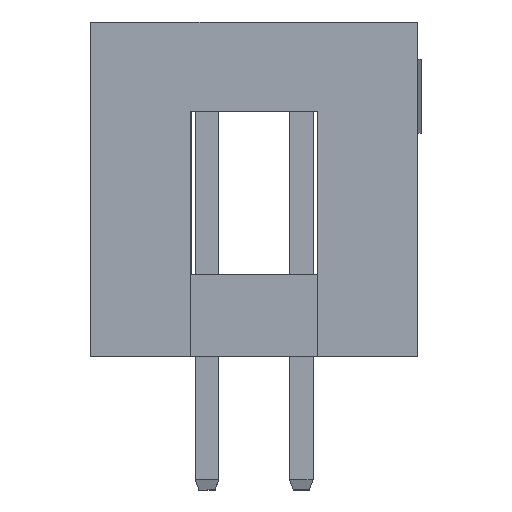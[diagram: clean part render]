
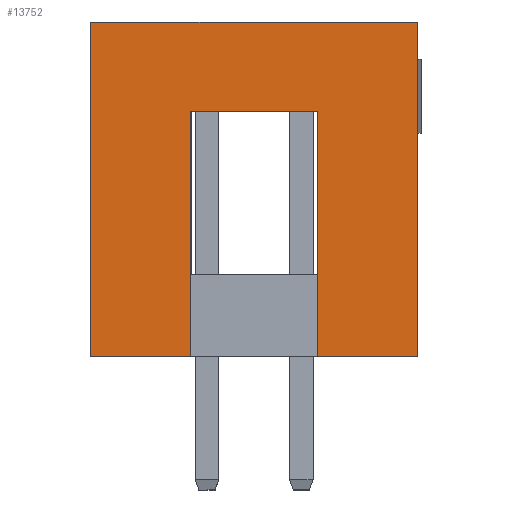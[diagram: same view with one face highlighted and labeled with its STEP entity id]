
A CAD part, left-side view. The second image highlights one B-rep face of the part: STEP entity #13752.
In plain terms, the highlighted planar face has unit normal (-1, 0, 0).
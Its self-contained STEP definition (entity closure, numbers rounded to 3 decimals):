
#669 = LINE ( 'NONE', #11687, #18687 ) ;
#676 = VECTOR ( 'NONE', #20062, 1000. ) ;
#914 = CARTESIAN_POINT ( 'NONE',  ( -5.17, -0.43, 0. ) ) ;
#964 = CARTESIAN_POINT ( 'NONE',  ( -5.17, 2.97, 0. ) ) ;
#1972 = CARTESIAN_POINT ( 'NONE',  ( -5.17, -3.13, 9. ) ) ;
#2007 = VECTOR ( 'NONE', #12613, 1000. ) ;
#2203 = DIRECTION ( 'NONE',  ( 0., -1., 0. ) ) ;
#2453 = CARTESIAN_POINT ( 'NONE',  ( -5.17, 5.67, 0. ) ) ;
#3304 = CARTESIAN_POINT ( 'NONE',  ( -5.17, 2.97, 0. ) ) ;
#3550 = EDGE_CURVE ( 'NONE', #6418, #15317, #17498, .T. ) ;
#3905 = CARTESIAN_POINT ( 'NONE',  ( -5.17, 5.67, 9. ) ) ;
#4507 = EDGE_CURVE ( 'NONE', #15604, #13948, #13657, .T. ) ;
#4884 = VECTOR ( 'NONE', #6369, 1000. ) ;
#5091 = VECTOR ( 'NONE', #12081, 1000. ) ;
#5167 = VECTOR ( 'NONE', #17446, 1000. ) ;
#6026 = ORIENTED_EDGE ( 'NONE', *, *, #4507, .T. ) ;
#6369 = DIRECTION ( 'NONE',  ( 0., 0., 1. ) ) ;
#6418 = VERTEX_POINT ( 'NONE', #15728 ) ;
#6751 = VECTOR ( 'NONE', #12929, 1000. ) ;
#7223 = VERTEX_POINT ( 'NONE', #14561 ) ;
#7704 = EDGE_CURVE ( 'NONE', #20309, #18597, #16763, .T. ) ;
#7772 = CARTESIAN_POINT ( 'NONE',  ( -5.17, -3.13, 0. ) ) ;
#8405 = ORIENTED_EDGE ( 'NONE', *, *, #15037, .T. ) ;
#9126 = DIRECTION ( 'NONE',  ( -1., 0., 0. ) ) ;
#9624 = EDGE_CURVE ( 'NONE', #17688, #6418, #19913, .T. ) ;
#11148 = CARTESIAN_POINT ( 'NONE',  ( -5.17, -0.43, 6.6 ) ) ;
#11152 = ORIENTED_EDGE ( 'NONE', *, *, #12617, .T. ) ;
#11687 = CARTESIAN_POINT ( 'NONE',  ( -5.17, 0., 9. ) ) ;
#12081 = DIRECTION ( 'NONE',  ( 0., 0., -1. ) ) ;
#12188 = LINE ( 'NONE', #14828, #15971 ) ;
#12340 = PLANE ( 'NONE',  #19184 ) ;
#12613 = DIRECTION ( 'NONE',  ( 0., -1., 0. ) ) ;
#12617 = EDGE_CURVE ( 'NONE', #7223, #18597, #12188, .T. ) ;
#12927 = EDGE_CURVE ( 'NONE', #13948, #17688, #13427, .T. ) ;
#12929 = DIRECTION ( 'NONE',  ( 0., 0., -1. ) ) ;
#12949 = ORIENTED_EDGE ( 'NONE', *, *, #9624, .T. ) ;
#13125 = FACE_OUTER_BOUND ( 'NONE', #15167, .T. ) ;
#13427 = LINE ( 'NONE', #19328, #5167 ) ;
#13657 = LINE ( 'NONE', #2453, #676 ) ;
#13752 = ADVANCED_FACE ( 'NONE', ( #13125 ), #12340, .T. ) ;
#13948 = VERTEX_POINT ( 'NONE', #14017 ) ;
#14017 = CARTESIAN_POINT ( 'NONE',  ( -5.17, 5.67, 0. ) ) ;
#14561 = CARTESIAN_POINT ( 'NONE',  ( -5.17, -0.43, 0. ) ) ;
#14828 = CARTESIAN_POINT ( 'NONE',  ( -5.17, 0., 0. ) ) ;
#15037 = EDGE_CURVE ( 'NONE', #15317, #7223, #17868, .T. ) ;
#15167 = EDGE_LOOP ( 'NONE', ( #12949, #19215, #8405, #11152, #15997, #18495, #6026, #20182 ) ) ;
#15317 = VERTEX_POINT ( 'NONE', #11148 ) ;
#15443 = DIRECTION ( 'NONE',  ( 0., 0., 1. ) ) ;
#15604 = VERTEX_POINT ( 'NONE', #3905 ) ;
#15728 = CARTESIAN_POINT ( 'NONE',  ( -5.17, 2.97, 6.6 ) ) ;
#15858 = CARTESIAN_POINT ( 'NONE',  ( -5.17, 0., 6.6 ) ) ;
#15971 = VECTOR ( 'NONE', #16453, 1000. ) ;
#15997 = ORIENTED_EDGE ( 'NONE', *, *, #7704, .F. ) ;
#16254 = CARTESIAN_POINT ( 'NONE',  ( -5.17, -3.13, 0. ) ) ;
#16453 = DIRECTION ( 'NONE',  ( 0., -1., 0. ) ) ;
#16763 = LINE ( 'NONE', #16254, #6751 ) ;
#17122 = CARTESIAN_POINT ( 'NONE',  ( -5.17, 0., 0. ) ) ;
#17446 = DIRECTION ( 'NONE',  ( 0., -1., 0. ) ) ;
#17498 = LINE ( 'NONE', #15858, #2007 ) ;
#17688 = VERTEX_POINT ( 'NONE', #964 ) ;
#17868 = LINE ( 'NONE', #914, #5091 ) ;
#18495 = ORIENTED_EDGE ( 'NONE', *, *, #19766, .F. ) ;
#18597 = VERTEX_POINT ( 'NONE', #7772 ) ;
#18687 = VECTOR ( 'NONE', #2203, 1000. ) ;
#19184 = AXIS2_PLACEMENT_3D ( 'NONE', #17122, #9126, #15443 ) ;
#19215 = ORIENTED_EDGE ( 'NONE', *, *, #3550, .T. ) ;
#19328 = CARTESIAN_POINT ( 'NONE',  ( -5.17, 0., 0. ) ) ;
#19766 = EDGE_CURVE ( 'NONE', #15604, #20309, #669, .T. ) ;
#19913 = LINE ( 'NONE', #3304, #4884 ) ;
#20062 = DIRECTION ( 'NONE',  ( 0., 0., -1. ) ) ;
#20182 = ORIENTED_EDGE ( 'NONE', *, *, #12927, .T. ) ;
#20309 = VERTEX_POINT ( 'NONE', #1972 ) ;
